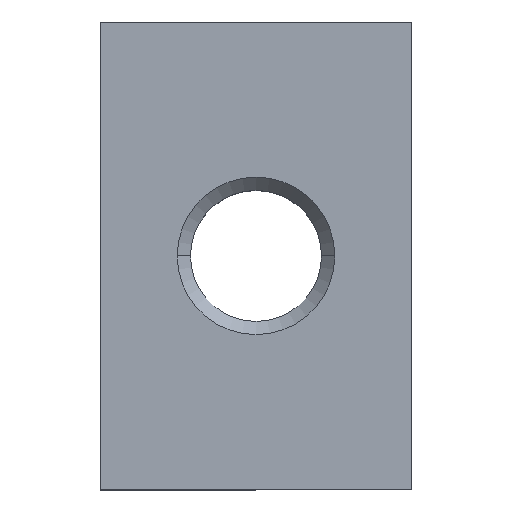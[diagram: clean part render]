
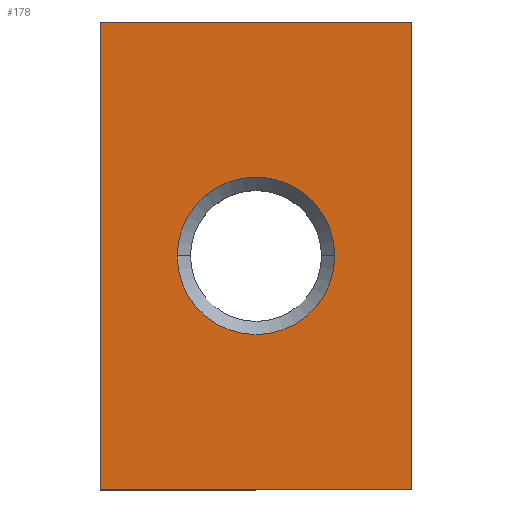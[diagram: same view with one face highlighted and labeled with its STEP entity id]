
A CAD part, top view. The second image highlights one B-rep face of the part: STEP entity #178.
In plain terms, the highlighted planar face has unit normal (0, 0, 1).
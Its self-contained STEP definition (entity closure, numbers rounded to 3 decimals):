
#11 = AXIS2_PLACEMENT_3D ( 'NONE', #48, #105, #325 ) ;
#19 = VERTEX_POINT ( 'NONE', #190 ) ;
#21 = EDGE_CURVE ( 'NONE', #146, #256, #26, .T. ) ;
#22 = VECTOR ( 'NONE', #354, 1000. ) ;
#26 = LINE ( 'NONE', #273, #315 ) ;
#28 = CARTESIAN_POINT ( 'NONE',  ( -2.525, 0., 2. ) ) ;
#44 = DIRECTION ( 'NONE',  ( 0., -1., 0. ) ) ;
#48 = CARTESIAN_POINT ( 'NONE',  ( 0., 0., 2. ) ) ;
#51 = CARTESIAN_POINT ( 'NONE',  ( -5., -7.5, 2. ) ) ;
#64 = CARTESIAN_POINT ( 'NONE',  ( 5., 7.5, 2. ) ) ;
#66 = EDGE_CURVE ( 'NONE', #248, #200, #346, .T. ) ;
#85 = CIRCLE ( 'NONE', #124, 2.525 ) ;
#91 = DIRECTION ( 'NONE',  ( 1., 0., 0. ) ) ;
#92 = VECTOR ( 'NONE', #44, 1000. ) ;
#95 = EDGE_CURVE ( 'NONE', #357, #146, #130, .T. ) ;
#105 = DIRECTION ( 'NONE',  ( 0., 0., -1. ) ) ;
#112 = CARTESIAN_POINT ( 'NONE',  ( 0., 0., 2. ) ) ;
#117 = DIRECTION ( 'NONE',  ( 0., 0., -1. ) ) ;
#124 = AXIS2_PLACEMENT_3D ( 'NONE', #274, #333, #339 ) ;
#130 = LINE ( 'NONE', #188, #22 ) ;
#136 = ORIENTED_EDGE ( 'NONE', *, *, #21, .F. ) ;
#146 = VERTEX_POINT ( 'NONE', #51 ) ;
#147 = LINE ( 'NONE', #64, #92 ) ;
#163 = ORIENTED_EDGE ( 'NONE', *, *, #353, .F. ) ;
#166 = PLANE ( 'NONE',  #233 ) ;
#172 = ORIENTED_EDGE ( 'NONE', *, *, #66, .T. ) ;
#178 = ADVANCED_FACE ( 'NONE', ( #191, #192 ), #166, .F. ) ;
#188 = CARTESIAN_POINT ( 'NONE',  ( 5., -7.5, 2. ) ) ;
#190 = CARTESIAN_POINT ( 'NONE',  ( 5., 7.5, 2. ) ) ;
#191 = FACE_BOUND ( 'NONE', #301, .T. ) ;
#192 = FACE_OUTER_BOUND ( 'NONE', #314, .T. ) ;
#200 = VERTEX_POINT ( 'NONE', #308 ) ;
#201 = EDGE_CURVE ( 'NONE', #200, #248, #85, .T. ) ;
#210 = LINE ( 'NONE', #258, #260 ) ;
#219 = DIRECTION ( 'NONE',  ( 0., 1., 0. ) ) ;
#222 = DIRECTION ( 'NONE',  ( -1., 0., 0. ) ) ;
#233 = AXIS2_PLACEMENT_3D ( 'NONE', #112, #117, #222 ) ;
#244 = ORIENTED_EDGE ( 'NONE', *, *, #95, .F. ) ;
#248 = VERTEX_POINT ( 'NONE', #28 ) ;
#256 = VERTEX_POINT ( 'NONE', #340 ) ;
#258 = CARTESIAN_POINT ( 'NONE',  ( -5., 7.5, 2. ) ) ;
#260 = VECTOR ( 'NONE', #91, 1000. ) ;
#273 = CARTESIAN_POINT ( 'NONE',  ( -5., -7.5, 2. ) ) ;
#274 = CARTESIAN_POINT ( 'NONE',  ( 0., 0., 2. ) ) ;
#286 = EDGE_CURVE ( 'NONE', #256, #19, #210, .T. ) ;
#298 = ORIENTED_EDGE ( 'NONE', *, *, #201, .T. ) ;
#301 = EDGE_LOOP ( 'NONE', ( #298, #172 ) ) ;
#307 = ORIENTED_EDGE ( 'NONE', *, *, #286, .F. ) ;
#308 = CARTESIAN_POINT ( 'NONE',  ( 2.525, 0., 2. ) ) ;
#314 = EDGE_LOOP ( 'NONE', ( #307, #136, #244, #163 ) ) ;
#315 = VECTOR ( 'NONE', #219, 1000. ) ;
#325 = DIRECTION ( 'NONE',  ( -1., 0., 0. ) ) ;
#333 = DIRECTION ( 'NONE',  ( 0., 0., -1. ) ) ;
#339 = DIRECTION ( 'NONE',  ( -1., 0., 0. ) ) ;
#340 = CARTESIAN_POINT ( 'NONE',  ( -5., 7.5, 2. ) ) ;
#342 = CARTESIAN_POINT ( 'NONE',  ( 5., -7.5, 2. ) ) ;
#346 = CIRCLE ( 'NONE', #11, 2.525 ) ;
#353 = EDGE_CURVE ( 'NONE', #19, #357, #147, .T. ) ;
#354 = DIRECTION ( 'NONE',  ( -1., 0., 0. ) ) ;
#357 = VERTEX_POINT ( 'NONE', #342 ) ;
